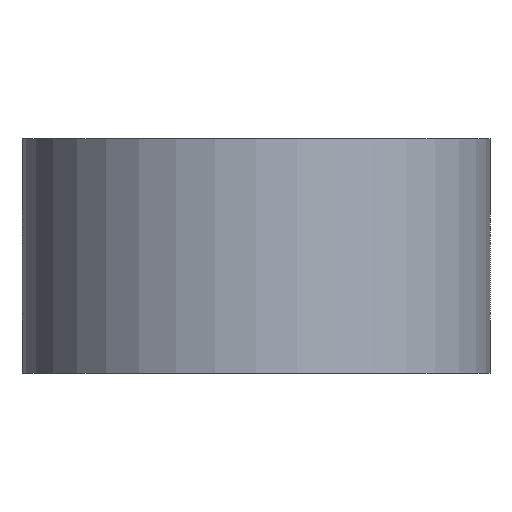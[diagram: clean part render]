
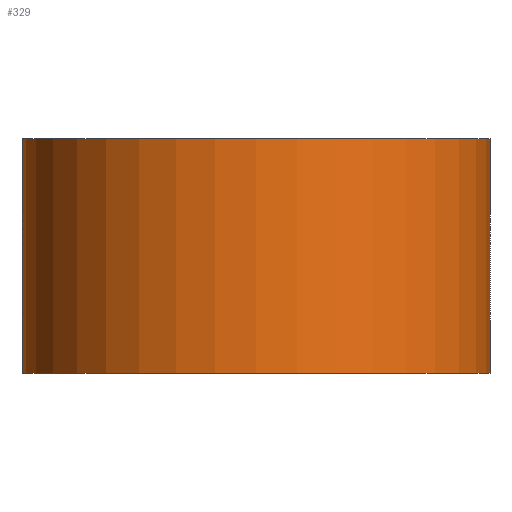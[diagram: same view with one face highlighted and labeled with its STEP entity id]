
A CAD part, front view. The second image highlights one B-rep face of the part: STEP entity #329.
In plain terms, the highlighted cylindrical face has radius 5 mm (diameter 10 mm), a partial arc.
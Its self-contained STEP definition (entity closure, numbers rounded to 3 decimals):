
#1 = ORIENTED_EDGE ( 'NONE', *, *, #128, .F. ) ;
#7 = EDGE_CURVE ( 'NONE', #209, #132, #113, .T. ) ;
#18 = VECTOR ( 'NONE', #221, 1000. ) ;
#19 = DIRECTION ( 'NONE',  ( 1., 0., 0. ) ) ;
#23 = AXIS2_PLACEMENT_3D ( 'NONE', #145, #172, #19 ) ;
#28 = DIRECTION ( 'NONE',  ( -1., 0., 0. ) ) ;
#70 = CIRCLE ( 'NONE', #284, 5. ) ;
#84 = CARTESIAN_POINT ( 'NONE',  ( 0., -200., 2.5 ) ) ;
#93 = AXIS2_PLACEMENT_3D ( 'NONE', #102, #321, #28 ) ;
#100 = LINE ( 'NONE', #126, #251 ) ;
#102 = CARTESIAN_POINT ( 'NONE',  ( 0., -200., 2.5 ) ) ;
#107 = DIRECTION ( 'NONE',  ( 0., 0., 1. ) ) ;
#113 = LINE ( 'NONE', #252, #18 ) ;
#116 = DIRECTION ( 'NONE',  ( 1., 0., 0. ) ) ;
#126 = CARTESIAN_POINT ( 'NONE',  ( -5., -200., 2.5 ) ) ;
#128 = EDGE_CURVE ( 'NONE', #164, #209, #70, .T. ) ;
#131 = FACE_OUTER_BOUND ( 'NONE', #240, .T. ) ;
#132 = VERTEX_POINT ( 'NONE', #328 ) ;
#145 = CARTESIAN_POINT ( 'NONE',  ( 0., -200., -2.5 ) ) ;
#153 = VERTEX_POINT ( 'NONE', #229 ) ;
#157 = ORIENTED_EDGE ( 'NONE', *, *, #250, .T. ) ;
#161 = CIRCLE ( 'NONE', #23, 5. ) ;
#164 = VERTEX_POINT ( 'NONE', #258 ) ;
#172 = DIRECTION ( 'NONE',  ( 0., 0., 1. ) ) ;
#182 = DIRECTION ( 'NONE',  ( 0., 0., -1. ) ) ;
#205 = ORIENTED_EDGE ( 'NONE', *, *, #316, .T. ) ;
#209 = VERTEX_POINT ( 'NONE', #342 ) ;
#211 = ORIENTED_EDGE ( 'NONE', *, *, #7, .F. ) ;
#221 = DIRECTION ( 'NONE',  ( 0., 0., -1. ) ) ;
#229 = CARTESIAN_POINT ( 'NONE',  ( -5., -200., -2.5 ) ) ;
#240 = EDGE_LOOP ( 'NONE', ( #157, #211, #1, #205 ) ) ;
#250 = EDGE_CURVE ( 'NONE', #153, #132, #161, .T. ) ;
#251 = VECTOR ( 'NONE', #182, 1000. ) ;
#252 = CARTESIAN_POINT ( 'NONE',  ( 5., -200., 2.5 ) ) ;
#258 = CARTESIAN_POINT ( 'NONE',  ( -5., -200., 2.5 ) ) ;
#284 = AXIS2_PLACEMENT_3D ( 'NONE', #84, #107, #116 ) ;
#316 = EDGE_CURVE ( 'NONE', #164, #153, #100, .T. ) ;
#321 = DIRECTION ( 'NONE',  ( 0., 0., -1. ) ) ;
#328 = CARTESIAN_POINT ( 'NONE',  ( 5., -200., -2.5 ) ) ;
#329 = ADVANCED_FACE ( 'NONE', ( #131 ), #347, .T. ) ;
#342 = CARTESIAN_POINT ( 'NONE',  ( 5., -200., 2.5 ) ) ;
#347 = CYLINDRICAL_SURFACE ( 'NONE', #93, 5. ) ;
